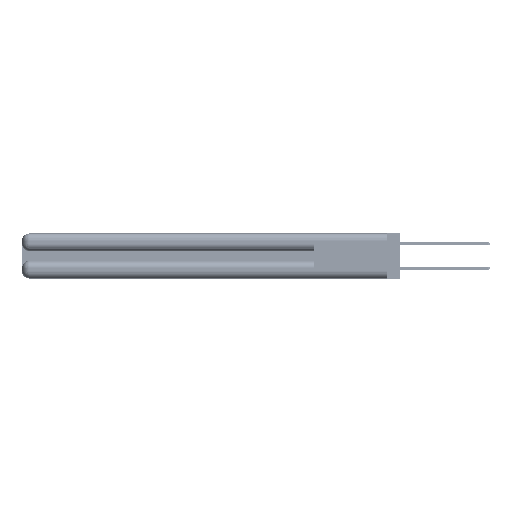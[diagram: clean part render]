
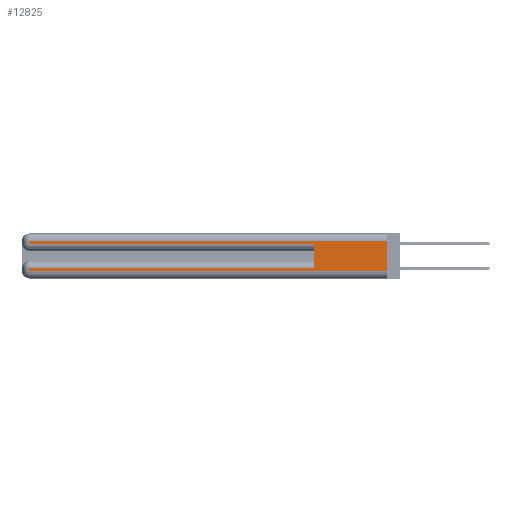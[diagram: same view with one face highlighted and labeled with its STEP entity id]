
A CAD part, left-side view. The second image highlights one B-rep face of the part: STEP entity #12825.
In plain terms, the highlighted planar face has unit normal (-1, 0, 0).
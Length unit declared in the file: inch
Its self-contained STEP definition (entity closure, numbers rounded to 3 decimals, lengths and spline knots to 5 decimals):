
#1074 = CARTESIAN_POINT ( 'NONE',  ( 0., 2.94, 0.085 ) ) ;
#1548 = VERTEX_POINT ( 'NONE', #6072 ) ;
#1641 = VERTEX_POINT ( 'NONE', #20796 ) ;
#2425 = DIRECTION ( 'NONE',  ( 0., 0., 1. ) ) ;
#3066 = ORIENTED_EDGE ( 'NONE', *, *, #8997, .F. ) ;
#3860 = LINE ( 'NONE', #6658, #13656 ) ;
#4123 = ORIENTED_EDGE ( 'NONE', *, *, #34795, .F. ) ;
#4258 = EDGE_CURVE ( 'NONE', #1641, #49196, #44762, .T. ) ;
#5667 = LINE ( 'NONE', #15349, #37857 ) ;
#5908 = DIRECTION ( 'NONE',  ( 1., 0., 0. ) ) ;
#6072 = CARTESIAN_POINT ( 'NONE',  ( 0., 0., 0.06 ) ) ;
#6658 = CARTESIAN_POINT ( 'NONE',  ( 0., 0., 0.285 ) ) ;
#7235 = CARTESIAN_POINT ( 'NONE',  ( 0., 0., 0.37 ) ) ;
#7847 = VECTOR ( 'NONE', #33172, 39.37008 ) ;
#8997 = EDGE_CURVE ( 'NONE', #18754, #42465, #39079, .T. ) ;
#9613 = VECTOR ( 'NONE', #15995, 39.37008 ) ;
#9925 = DIRECTION ( 'NONE',  ( 0., 0., -1. ) ) ;
#11762 = CARTESIAN_POINT ( 'NONE',  ( 0., 0.6, 0.145 ) ) ;
#12361 = VECTOR ( 'NONE', #49012, 39.37008 ) ;
#12825 = ADVANCED_FACE ( 'NONE', ( #53766 ), #45464, .F. ) ;
#12882 = ORIENTED_EDGE ( 'NONE', *, *, #4258, .T. ) ;
#13506 = VERTEX_POINT ( 'NONE', #1074 ) ;
#13656 = VECTOR ( 'NONE', #39923, 39.37008 ) ;
#15349 = CARTESIAN_POINT ( 'NONE',  ( 0., 0., 0.085 ) ) ;
#15995 = DIRECTION ( 'NONE',  ( 0., 0., -1. ) ) ;
#17121 = CARTESIAN_POINT ( 'NONE',  ( 0., 2.94, 0.06 ) ) ;
#18754 = VERTEX_POINT ( 'NONE', #42645 ) ;
#19189 = AXIS2_PLACEMENT_3D ( 'NONE', #41930, #5908, #9925 ) ;
#20104 = CARTESIAN_POINT ( 'NONE',  ( 0., 2.94, 0.37 ) ) ;
#20241 = LINE ( 'NONE', #24100, #12361 ) ;
#20796 = CARTESIAN_POINT ( 'NONE',  ( 0., 2.94, 0.31 ) ) ;
#21361 = LINE ( 'NONE', #7235, #9613 ) ;
#21666 = ORIENTED_EDGE ( 'NONE', *, *, #39783, .T. ) ;
#24100 = CARTESIAN_POINT ( 'NONE',  ( 0., 0., 0.06 ) ) ;
#25548 = DIRECTION ( 'NONE',  ( 0., 1., 0. ) ) ;
#25690 = EDGE_CURVE ( 'NONE', #49196, #42465, #3860, .T. ) ;
#25939 = VERTEX_POINT ( 'NONE', #17121 ) ;
#26201 = EDGE_CURVE ( 'NONE', #25939, #1548, #20241, .T. ) ;
#26616 = LINE ( 'NONE', #47165, #49743 ) ;
#28221 = CARTESIAN_POINT ( 'NONE',  ( 0., 2.94, 0.285 ) ) ;
#29182 = VECTOR ( 'NONE', #2425, 39.37008 ) ;
#29515 = VERTEX_POINT ( 'NONE', #35275 ) ;
#33172 = DIRECTION ( 'NONE',  ( 0., 0., -1. ) ) ;
#34333 = ORIENTED_EDGE ( 'NONE', *, *, #25690, .T. ) ;
#34795 = EDGE_CURVE ( 'NONE', #29515, #1548, #21361, .T. ) ;
#35103 = EDGE_CURVE ( 'NONE', #29515, #1641, #26616, .T. ) ;
#35275 = CARTESIAN_POINT ( 'NONE',  ( 0., 0., 0.31 ) ) ;
#35347 = ORIENTED_EDGE ( 'NONE', *, *, #35103, .T. ) ;
#35641 = VECTOR ( 'NONE', #42391, 39.37008 ) ;
#37660 = EDGE_CURVE ( 'NONE', #13506, #25939, #42249, .T. ) ;
#37857 = VECTOR ( 'NONE', #53185, 39.37008 ) ;
#38683 = CARTESIAN_POINT ( 'NONE',  ( 0., 2.94, 0.37 ) ) ;
#39079 = LINE ( 'NONE', #11762, #29182 ) ;
#39270 = ORIENTED_EDGE ( 'NONE', *, *, #37660, .T. ) ;
#39783 = EDGE_CURVE ( 'NONE', #18754, #13506, #5667, .T. ) ;
#39923 = DIRECTION ( 'NONE',  ( 0., -1., 0. ) ) ;
#41141 = ORIENTED_EDGE ( 'NONE', *, *, #26201, .T. ) ;
#41930 = CARTESIAN_POINT ( 'NONE',  ( 0., 0., 0.37 ) ) ;
#42249 = LINE ( 'NONE', #38683, #35641 ) ;
#42391 = DIRECTION ( 'NONE',  ( 0., 0., -1. ) ) ;
#42465 = VERTEX_POINT ( 'NONE', #43097 ) ;
#42645 = CARTESIAN_POINT ( 'NONE',  ( 0., 0.6, 0.085 ) ) ;
#43097 = CARTESIAN_POINT ( 'NONE',  ( 0., 0.6, 0.285 ) ) ;
#44762 = LINE ( 'NONE', #20104, #7847 ) ;
#45464 = PLANE ( 'NONE',  #19189 ) ;
#46601 = EDGE_LOOP ( 'NONE', ( #4123, #35347, #12882, #34333, #3066, #21666, #39270, #41141 ) ) ;
#47165 = CARTESIAN_POINT ( 'NONE',  ( 0., 0., 0.31 ) ) ;
#49012 = DIRECTION ( 'NONE',  ( 0., -1., 0. ) ) ;
#49196 = VERTEX_POINT ( 'NONE', #28221 ) ;
#49743 = VECTOR ( 'NONE', #25548, 39.37008 ) ;
#53185 = DIRECTION ( 'NONE',  ( 0., 1., 0. ) ) ;
#53766 = FACE_OUTER_BOUND ( 'NONE', #46601, .T. ) ;
